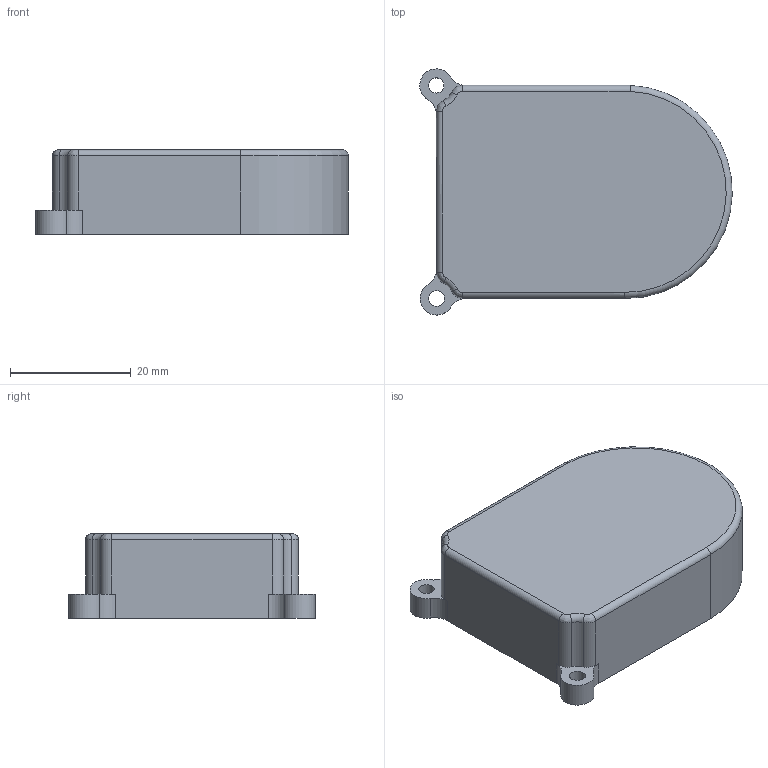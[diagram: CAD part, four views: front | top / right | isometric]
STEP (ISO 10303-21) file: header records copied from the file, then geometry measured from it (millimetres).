
FILE_DESCRIPTION(/* description */ (''),/* implementation_level */ '2;1');
FILE_NAME(/* name */ 'tipEncoderCover.step',/* time_stamp */ '2025-07-02T19:03:50-07:00',/* author */ (''),/* organization */ (''),/* preprocessor_version */ 'ST-DEVELOPER v20.1',/* originating_system */ 'Autodesk Translation Framework v14.10.0.0',/* authorisation */ '');
FILE_SCHEMA (('AUTOMOTIVE_DESIGN { 1 0 10303 214 3 1 1 }'));
Length unit declared in the file: millimetre
Products named in the file (1): 2025-06-28-14-42-40-132
Bounding box: 51.78 x 40.79 x 14 mm (x, y, z)
Volume: 4155.7 mm3; surface area: 7160.8 mm2
Topology: 1 solids, 1 shells, 53 faces, 130 edges, 80 vertices
Faces by surface type: cylinder 28, plane 11, bspline 8, torus 6
Full cylindrical faces by diameter (mm): 2.529 x1, 2.616 x1
Entity records: 1737 total; most frequent: CARTESIAN_POINT 422, DIRECTION 292, ORIENTED_EDGE 260, EDGE_CURVE 130, AXIS2_PLACEMENT_3D 120, VERTEX_POINT 80, CIRCLE 74, EDGE_LOOP 58
